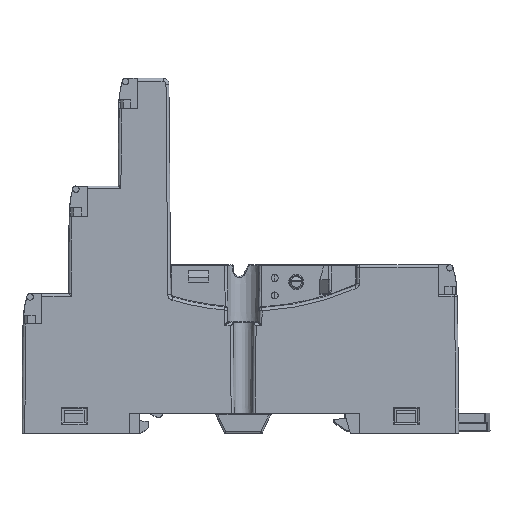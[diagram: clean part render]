
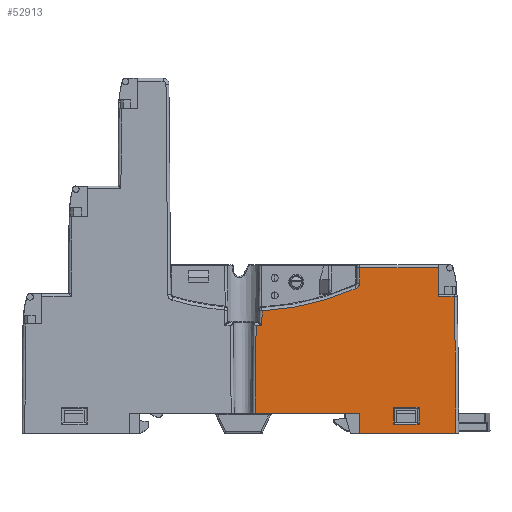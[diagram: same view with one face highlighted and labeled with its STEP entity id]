
A CAD part, top view. The second image highlights one B-rep face of the part: STEP entity #52913.
In plain terms, the highlighted planar face has unit normal (0, 0, 1).
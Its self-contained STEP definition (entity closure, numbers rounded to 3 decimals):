
#826 = DIRECTION ( 'NONE',  ( 0., 0., 1. ) ) ;
#1164 = CARTESIAN_POINT ( 'NONE',  ( 11.319, 8.222, 13.45 ) ) ;
#1187 = EDGE_CURVE ( 'NONE', #51582, #10872, #46645, .T. ) ;
#1268 = VERTEX_POINT ( 'NONE', #51769 ) ;
#1462 = EDGE_CURVE ( 'NONE', #52459, #7795, #55678, .T. ) ;
#1574 = VERTEX_POINT ( 'NONE', #56721 ) ;
#2525 = ORIENTED_EDGE ( 'NONE', *, *, #8565, .T. ) ;
#3566 = AXIS2_PLACEMENT_3D ( 'NONE', #29765, #826, #38814 ) ;
#4468 = CARTESIAN_POINT ( 'NONE',  ( 11.472, 25.804, 13.45 ) ) ;
#4613 = AXIS2_PLACEMENT_3D ( 'NONE', #38615, #4676, #9576 ) ;
#4640 = VECTOR ( 'NONE', #13339, 1000. ) ;
#4676 = DIRECTION ( 'NONE',  ( 0., 0., -1. ) ) ;
#4764 = ORIENTED_EDGE ( 'NONE', *, *, #12913, .F. ) ;
#4851 = ORIENTED_EDGE ( 'NONE', *, *, #25358, .T. ) ;
#4950 = DIRECTION ( 'NONE',  ( 0., 1., 0. ) ) ;
#5078 = LINE ( 'NONE', #37266, #42011 ) ;
#6388 = ORIENTED_EDGE ( 'NONE', *, *, #16310, .F. ) ;
#7576 = DIRECTION ( 'NONE',  ( -1., 0., 0. ) ) ;
#7645 = EDGE_CURVE ( 'NONE', #29824, #1574, #26220, .T. ) ;
#7795 = VERTEX_POINT ( 'NONE', #31495 ) ;
#8470 = ORIENTED_EDGE ( 'NONE', *, *, #54493, .T. ) ;
#8565 = EDGE_CURVE ( 'NONE', #10404, #29824, #61519, .T. ) ;
#8789 = DIRECTION ( 'NONE',  ( -1., 0., 0. ) ) ;
#9576 = DIRECTION ( 'NONE',  ( -1., 0., 0. ) ) ;
#9664 = CARTESIAN_POINT ( 'NONE',  ( -6.38, 8.377, 13.45 ) ) ;
#9805 = VERTEX_POINT ( 'NONE', #35974 ) ;
#10404 = VERTEX_POINT ( 'NONE', #33911 ) ;
#10603 = CIRCLE ( 'NONE', #26517, 1. ) ;
#10872 = VERTEX_POINT ( 'NONE', #37641 ) ;
#12013 = CARTESIAN_POINT ( 'NONE',  ( 953.5, 0., 13.45 ) ) ;
#12546 = DIRECTION ( 'NONE',  ( 1., 0., 0. ) ) ;
#12780 = VECTOR ( 'NONE', #14730, 1000. ) ;
#12913 = EDGE_CURVE ( 'NONE', #61683, #39573, #22192, .T. ) ;
#13288 = DIRECTION ( 'NONE',  ( 0., -1., 0. ) ) ;
#13339 = DIRECTION ( 'NONE',  ( -1., 0., 0. ) ) ;
#14114 = CARTESIAN_POINT ( 'NONE',  ( 28.5, 0., 13.45 ) ) ;
#14686 = EDGE_CURVE ( 'NONE', #59221, #52459, #23600, .T. ) ;
#14730 = DIRECTION ( 'NONE',  ( 1., 0., 0. ) ) ;
#15050 = CARTESIAN_POINT ( 'NONE',  ( 25.017, 28.5, 13.45 ) ) ;
#15662 = EDGE_CURVE ( 'NONE', #19785, #39573, #59665, .T. ) ;
#16310 = EDGE_CURVE ( 'NONE', #59221, #60751, #10603, .T. ) ;
#17157 = VECTOR ( 'NONE', #35527, 1000. ) ;
#18379 = CARTESIAN_POINT ( 'NONE',  ( 17.5, 1.6, 13.45 ) ) ;
#18588 = LINE ( 'NONE', #34623, #33683 ) ;
#19224 = EDGE_LOOP ( 'NONE', ( #4851, #54803, #4764, #51296, #21296, #6388, #37034, #24952, #34513, #2525, #25872, #53117, #56391 ) ) ;
#19688 = DIRECTION ( 'NONE',  ( -1., 0., 0. ) ) ;
#19785 = VERTEX_POINT ( 'NONE', #54110 ) ;
#19941 = CARTESIAN_POINT ( 'NONE',  ( 21.7, 4.5, 13.45 ) ) ;
#20428 = CARTESIAN_POINT ( 'NONE',  ( 21.7, 1.8, 13.45 ) ) ;
#20461 = ORIENTED_EDGE ( 'NONE', *, *, #1187, .T. ) ;
#20614 = DIRECTION ( 'NONE',  ( -1., 0., 0. ) ) ;
#21296 = ORIENTED_EDGE ( 'NONE', *, *, #36577, .T. ) ;
#21494 = PLANE ( 'NONE',  #22253 ) ;
#21540 = CARTESIAN_POINT ( 'NONE',  ( -6.787, 18.5, 13.45 ) ) ;
#21577 = EDGE_CURVE ( 'NONE', #41987, #24049, #38403, .T. ) ;
#22012 = LINE ( 'NONE', #21540, #4640 ) ;
#22192 = LINE ( 'NONE', #58845, #46335 ) ;
#22253 = AXIS2_PLACEMENT_3D ( 'NONE', #12013, #41075, #7576 ) ;
#22435 = LINE ( 'NONE', #33817, #59372 ) ;
#22843 = CARTESIAN_POINT ( 'NONE',  ( -6.423, 3.5, 13.45 ) ) ;
#23600 = CIRCLE ( 'NONE', #4613, 46.01 ) ;
#24039 = VECTOR ( 'NONE', #46419, 1000. ) ;
#24049 = VERTEX_POINT ( 'NONE', #60123 ) ;
#24952 = ORIENTED_EDGE ( 'NONE', *, *, #1462, .T. ) ;
#25358 = EDGE_CURVE ( 'NONE', #24049, #19785, #42426, .T. ) ;
#25588 = CARTESIAN_POINT ( 'NONE',  ( -5.38, 8.368, 13.45 ) ) ;
#25670 = DIRECTION ( 'NONE',  ( 0., -1., 0. ) ) ;
#25859 = DIRECTION ( 'NONE',  ( -0.009, -1., 0. ) ) ;
#25872 = ORIENTED_EDGE ( 'NONE', *, *, #7645, .T. ) ;
#26220 = LINE ( 'NONE', #35094, #17157 ) ;
#26517 = AXIS2_PLACEMENT_3D ( 'NONE', #39598, #40000, #20614 ) ;
#26905 = VECTOR ( 'NONE', #12546, 1000. ) ;
#27243 = CARTESIAN_POINT ( 'NONE',  ( -5.269, 21.062, 13.45 ) ) ;
#28214 = VERTEX_POINT ( 'NONE', #19941 ) ;
#28588 = CARTESIAN_POINT ( 'NONE',  ( 953.5, 23.6, 13.45 ) ) ;
#29592 = DIRECTION ( 'NONE',  ( 0., -1., 0. ) ) ;
#29765 = CARTESIAN_POINT ( 'NONE',  ( -971.5, 0., 13.45 ) ) ;
#29824 = VERTEX_POINT ( 'NONE', #22843 ) ;
#30290 = VECTOR ( 'NONE', #8789, 1000. ) ;
#31495 = CARTESIAN_POINT ( 'NONE',  ( -5.292, 18.5, 13.45 ) ) ;
#33683 = VECTOR ( 'NONE', #19688, 1000. ) ;
#33817 = CARTESIAN_POINT ( 'NONE',  ( 17.3, 4.3, 13.45 ) ) ;
#33911 = CARTESIAN_POINT ( 'NONE',  ( -6.292, 18.5, 13.45 ) ) ;
#34513 = ORIENTED_EDGE ( 'NONE', *, *, #58197, .T. ) ;
#34623 = CARTESIAN_POINT ( 'NONE',  ( 953.5, 28.5, 13.45 ) ) ;
#35094 = CARTESIAN_POINT ( 'NONE',  ( 11.5, 3.5, 13.45 ) ) ;
#35527 = DIRECTION ( 'NONE',  ( 1., 0., 0. ) ) ;
#35974 = CARTESIAN_POINT ( 'NONE',  ( 11.496, 28.5, 13.45 ) ) ;
#36554 = CARTESIAN_POINT ( 'NONE',  ( 10.875, 24.897, 13.45 ) ) ;
#36561 = VECTOR ( 'NONE', #25859, 1000. ) ;
#36577 = EDGE_CURVE ( 'NONE', #9805, #60751, #53923, .T. ) ;
#37034 = ORIENTED_EDGE ( 'NONE', *, *, #14686, .T. ) ;
#37149 = CARTESIAN_POINT ( 'NONE',  ( 21.5, 4.5, 13.45 ) ) ;
#37266 = CARTESIAN_POINT ( 'NONE',  ( 11.5, 0., 13.45 ) ) ;
#37641 = CARTESIAN_POINT ( 'NONE',  ( 17.3, 1.6, 13.45 ) ) ;
#38403 = LINE ( 'NONE', #14114, #12780 ) ;
#38615 = CARTESIAN_POINT ( 'NONE',  ( -7.657, 67.01, 13.45 ) ) ;
#38814 = DIRECTION ( 'NONE',  ( -1., 0., 0. ) ) ;
#39573 = VERTEX_POINT ( 'NONE', #45310 ) ;
#39598 = CARTESIAN_POINT ( 'NONE',  ( 10.472, 25.812, 13.45 ) ) ;
#40000 = DIRECTION ( 'NONE',  ( 0., 0., 1. ) ) ;
#40402 = EDGE_CURVE ( 'NONE', #61683, #9805, #18588, .T. ) ;
#40753 = DIRECTION ( 'NONE',  ( -0.009, -1., 0. ) ) ;
#41075 = DIRECTION ( 'NONE',  ( 0., 0., -1. ) ) ;
#41987 = VERTEX_POINT ( 'NONE', #52670 ) ;
#42011 = VECTOR ( 'NONE', #13288, 1000. ) ;
#42426 = CIRCLE ( 'NONE', #3566, 999.5 ) ;
#43459 = LINE ( 'NONE', #37149, #26905 ) ;
#45310 = CARTESIAN_POINT ( 'NONE',  ( 25.017, 23.6, 13.45 ) ) ;
#46183 = CARTESIAN_POINT ( 'NONE',  ( 21.7, 1.6, 13.45 ) ) ;
#46335 = VECTOR ( 'NONE', #29592, 1000. ) ;
#46419 = DIRECTION ( 'NONE',  ( -1., 0., 0. ) ) ;
#46595 = EDGE_CURVE ( 'NONE', #10872, #1268, #22435, .T. ) ;
#46645 = LINE ( 'NONE', #18379, #24039 ) ;
#50229 = ORIENTED_EDGE ( 'NONE', *, *, #61440, .T. ) ;
#51296 = ORIENTED_EDGE ( 'NONE', *, *, #40402, .T. ) ;
#51582 = VERTEX_POINT ( 'NONE', #46183 ) ;
#51769 = CARTESIAN_POINT ( 'NONE',  ( 17.3, 4.5, 13.45 ) ) ;
#52459 = VERTEX_POINT ( 'NONE', #27243 ) ;
#52602 = LINE ( 'NONE', #20428, #60873 ) ;
#52670 = CARTESIAN_POINT ( 'NONE',  ( 11.5, 0., 13.45 ) ) ;
#52913 = ADVANCED_FACE ( 'NONE', ( #53314, #56325 ), #21494, .F. ) ;
#53117 = ORIENTED_EDGE ( 'NONE', *, *, #55146, .T. ) ;
#53243 = DIRECTION ( 'NONE',  ( -0.009, -1., 0. ) ) ;
#53249 = VECTOR ( 'NONE', #53243, 1000. ) ;
#53314 = FACE_BOUND ( 'NONE', #56669, .T. ) ;
#53923 = LINE ( 'NONE', #1164, #36561 ) ;
#54110 = CARTESIAN_POINT ( 'NONE',  ( 27.721, 23.6, 13.45 ) ) ;
#54493 = EDGE_CURVE ( 'NONE', #28214, #51582, #52602, .T. ) ;
#54803 = ORIENTED_EDGE ( 'NONE', *, *, #15662, .T. ) ;
#55146 = EDGE_CURVE ( 'NONE', #1574, #41987, #5078, .T. ) ;
#55163 = ORIENTED_EDGE ( 'NONE', *, *, #46595, .T. ) ;
#55678 = LINE ( 'NONE', #25588, #59445 ) ;
#56325 = FACE_OUTER_BOUND ( 'NONE', #19224, .T. ) ;
#56391 = ORIENTED_EDGE ( 'NONE', *, *, #21577, .T. ) ;
#56669 = EDGE_LOOP ( 'NONE', ( #50229, #8470, #20461, #55163 ) ) ;
#56721 = CARTESIAN_POINT ( 'NONE',  ( 11.5, 3.5, 13.45 ) ) ;
#58197 = EDGE_CURVE ( 'NONE', #7795, #10404, #22012, .T. ) ;
#58845 = CARTESIAN_POINT ( 'NONE',  ( 25.017, 29., 13.45 ) ) ;
#59221 = VERTEX_POINT ( 'NONE', #36554 ) ;
#59372 = VECTOR ( 'NONE', #4950, 1000. ) ;
#59445 = VECTOR ( 'NONE', #40753, 1000. ) ;
#59665 = LINE ( 'NONE', #28588, #30290 ) ;
#60123 = CARTESIAN_POINT ( 'NONE',  ( 28., 0., 13.45 ) ) ;
#60751 = VERTEX_POINT ( 'NONE', #4468 ) ;
#60873 = VECTOR ( 'NONE', #25670, 1000. ) ;
#61440 = EDGE_CURVE ( 'NONE', #1268, #28214, #43459, .T. ) ;
#61519 = LINE ( 'NONE', #9664, #53249 ) ;
#61683 = VERTEX_POINT ( 'NONE', #15050 ) ;
